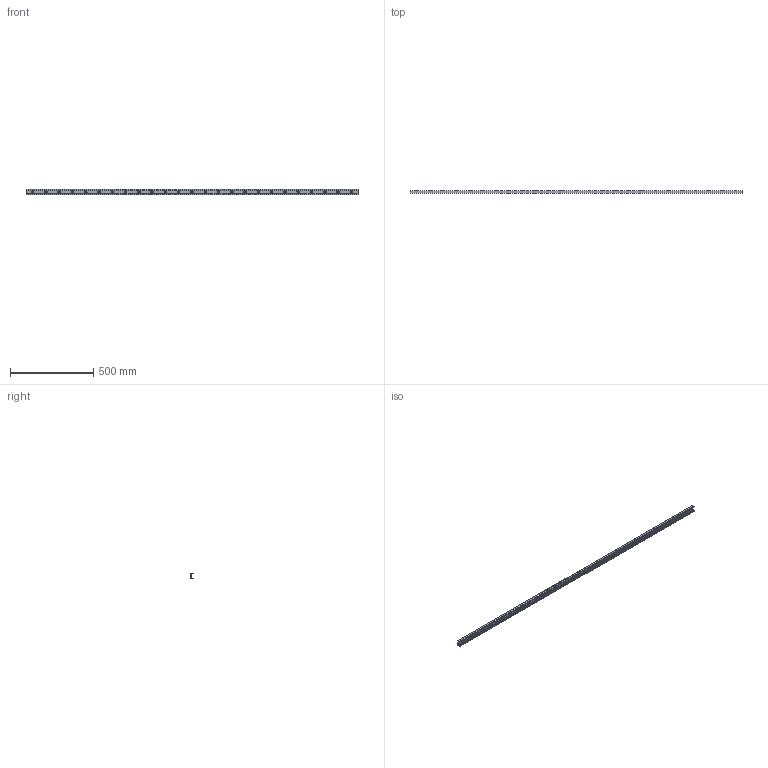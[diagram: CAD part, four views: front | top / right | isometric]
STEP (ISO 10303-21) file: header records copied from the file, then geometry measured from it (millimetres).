
FILE_DESCRIPTION((''),'2;1');
FILE_NAME('LCX 35-2000.C.stp','2016-04-28T09:05:05',('MRathmann'),(''),'Autodesk Inventor 2012','Autodesk Inventor 2012','');
FILE_SCHEMA(('CONFIG_CONTROL_DESIGN'));
Length unit declared in the file: millimetre
Products named in the file (1): LCX 35-2000.C
Bounding box: 2000 x 16.5 x 35 mm (x, y, z)
Volume: 431072.2 mm3; surface area: 256910.7 mm2
Topology: 1 solids, 1 shells, 103 faces, 328 edges, 227 vertices
Faces by surface type: cylinder 63, plane 40
Full cylindrical faces by diameter (mm): 8 x25, 15 x25
Entity records: 3809 total; most frequent: CARTESIAN_POINT 1234, DIRECTION 537, ORIENTED_EDGE 456, AXIS2_PLACEMENT_3D 230, EDGE_CURVE 228, EDGE_LOOP 203, VERTEX_POINT 177, CIRCLE 126
